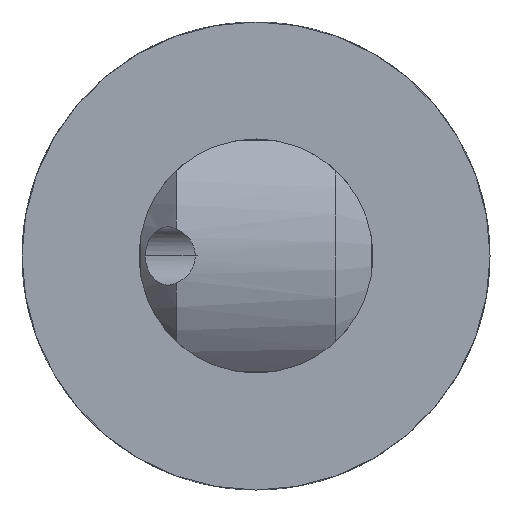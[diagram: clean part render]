
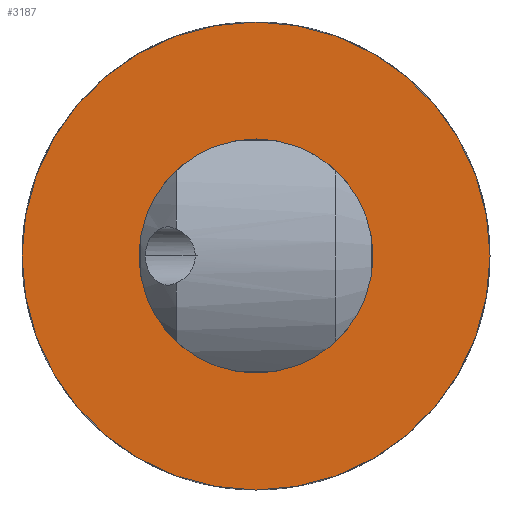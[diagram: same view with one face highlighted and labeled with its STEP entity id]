
A CAD part, left-side view. The second image highlights one B-rep face of the part: STEP entity #3187.
In plain terms, the highlighted face is planar.
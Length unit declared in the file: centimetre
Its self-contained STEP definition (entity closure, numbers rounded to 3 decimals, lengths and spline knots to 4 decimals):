
#769=PLANE('',#3389);
#849=VERTEX_POINT('',#4741);
#881=VERTEX_POINT('',#5012);
#1130=CIRCLE('',#3367,1.);
#1136=CIRCLE('',#3388,2.);
#1369=EDGE_CURVE('',#849,#849,#1130,.T.);
#1415=EDGE_CURVE('',#881,#881,#1136,.T.);
#1904=ORIENTED_EDGE('',*,*,#1369,.T.);
#1905=ORIENTED_EDGE('',*,*,#1415,.F.);
#2722=EDGE_LOOP('',(#1904));
#2723=EDGE_LOOP('',(#1905));
#2958=FACE_BOUND('',#2722,.T.);
#2959=FACE_BOUND('',#2723,.T.);
#3187=ADVANCED_FACE('',(#2958,#2959),#769,.T.);
#3367=AXIS2_PLACEMENT_3D('',#4740,#3807,#3808);
#3388=AXIS2_PLACEMENT_3D('',#5011,#3861,#3862);
#3389=AXIS2_PLACEMENT_3D('',#5013,#3863,$);
#3807=DIRECTION('',(0.,0.,-1.));
#3808=DIRECTION('',(1.,0.,0.));
#3861=DIRECTION('',(0.,0.,-1.));
#3862=DIRECTION('',(2.,0.,0.));
#3863=DIRECTION('',(0.,0.,1.));
#4740=CARTESIAN_POINT('',(0.,0.,5.4));
#4741=CARTESIAN_POINT('',(-1.,0.,5.4));
#5011=CARTESIAN_POINT('',(0.,0.,5.4));
#5012=CARTESIAN_POINT('',(2.,0.,5.4));
#5013=CARTESIAN_POINT('',(0.,0.,5.4));
